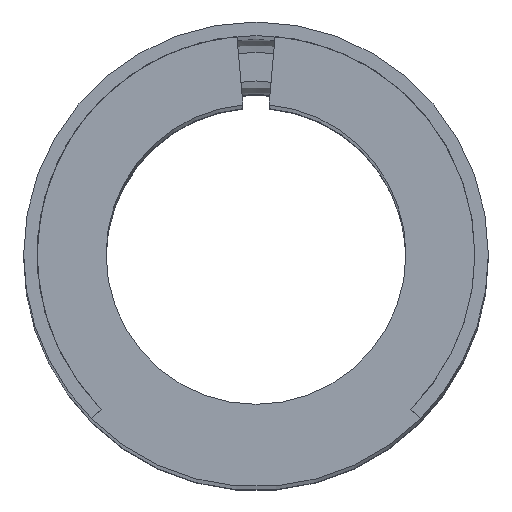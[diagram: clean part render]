
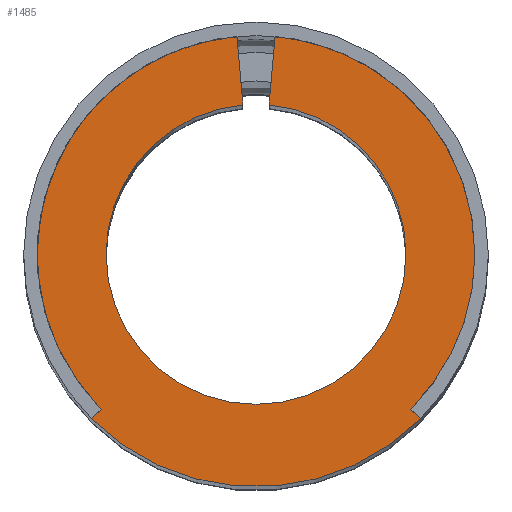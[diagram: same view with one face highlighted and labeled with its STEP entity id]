
A CAD part, top view. The second image highlights one B-rep face of the part: STEP entity #1485.
In plain terms, the highlighted planar face has unit normal (0, 0, 1).
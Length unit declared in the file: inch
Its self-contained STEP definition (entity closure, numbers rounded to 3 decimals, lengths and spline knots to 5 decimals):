
#158 = CARTESIAN_POINT ( 'NONE',  ( -0.20322, -0.20322, 3.05315 ) ) ;
#364 = CIRCLE ( 'NONE', #3578, 0.2874 ) ;
#443 = EDGE_CURVE ( 'NONE', #8143, #9469, #7370, .T. ) ;
#448 = DIRECTION ( 'NONE',  ( 1., 0., 0. ) ) ;
#547 = ORIENTED_EDGE ( 'NONE', *, *, #4381, .T. ) ;
#754 = CARTESIAN_POINT ( 'NONE',  ( 0., 0., 3.05315 ) ) ;
#827 = DIRECTION ( 'NONE',  ( 0., 0., 1. ) ) ;
#852 = CARTESIAN_POINT ( 'NONE',  ( -0.02505, 0.28631, 3.05315 ) ) ;
#869 = CARTESIAN_POINT ( 'NONE',  ( 0.18197, -0.18197, 3.05315 ) ) ;
#883 = LINE ( 'NONE', #4403, #10013 ) ;
#888 = ORIENTED_EDGE ( 'NONE', *, *, #6113, .T. ) ;
#959 = EDGE_CURVE ( 'NONE', #2607, #4158, #6000, .T. ) ;
#1001 = AXIS2_PLACEMENT_3D ( 'NONE', #12749, #3144, #11990 ) ;
#1118 = ORIENTED_EDGE ( 'NONE', *, *, #959, .T. ) ;
#1162 = DIRECTION ( 'NONE',  ( 0., 0., -1. ) ) ;
#1163 = AXIS2_PLACEMENT_3D ( 'NONE', #10260, #2134, #6463 ) ;
#1311 = AXIS2_PLACEMENT_3D ( 'NONE', #9023, #1162, #6581 ) ;
#1430 = ORIENTED_EDGE ( 'NONE', *, *, #2731, .T. ) ;
#1485 = ADVANCED_FACE ( 'NONE', ( #13148 ), #4295, .T. ) ;
#1951 = DIRECTION ( 'NONE',  ( 1., 0., 0. ) ) ;
#2119 = CARTESIAN_POINT ( 'NONE',  ( 0., 0., 3.05315 ) ) ;
#2134 = DIRECTION ( 'NONE',  ( 0., 0., 1. ) ) ;
#2577 = CARTESIAN_POINT ( 'NONE',  ( 0.21575, -0.21575, 3.05315 ) ) ;
#2607 = VERTEX_POINT ( 'NONE', #9855 ) ;
#2731 = EDGE_CURVE ( 'NONE', #6438, #5916, #13517, .T. ) ;
#3109 = VECTOR ( 'NONE', #7505, 39.37008 ) ;
#3144 = DIRECTION ( 'NONE',  ( 0., 0., 1. ) ) ;
#3463 = AXIS2_PLACEMENT_3D ( 'NONE', #3476, #8083, #448 ) ;
#3476 = CARTESIAN_POINT ( 'NONE',  ( 0., 0., 3.05315 ) ) ;
#3502 = DIRECTION ( 'NONE',  ( 0., 0., -1. ) ) ;
#3578 = AXIS2_PLACEMENT_3D ( 'NONE', #11812, #8658, #1951 ) ;
#3719 = CARTESIAN_POINT ( 'NONE',  ( -0.18197, -0.18197, 3.05315 ) ) ;
#3779 = EDGE_CURVE ( 'NONE', #5916, #6635, #8370, .T. ) ;
#4158 = VERTEX_POINT ( 'NONE', #7519 ) ;
#4205 = AXIS2_PLACEMENT_3D ( 'NONE', #754, #827, #14001 ) ;
#4295 = PLANE ( 'NONE',  #1163 ) ;
#4321 = EDGE_CURVE ( 'NONE', #6717, #6438, #7226, .T. ) ;
#4381 = EDGE_CURVE ( 'NONE', #7843, #5274, #4674, .T. ) ;
#4403 = CARTESIAN_POINT ( 'NONE',  ( 0.02505, 0.28631, 3.05315 ) ) ;
#4674 = CIRCLE ( 'NONE', #7456, 0.19685 ) ;
#4717 = LINE ( 'NONE', #11428, #9077 ) ;
#5274 = VERTEX_POINT ( 'NONE', #14035 ) ;
#5492 = DIRECTION ( 'NONE',  ( -0.087, -0.996, 0. ) ) ;
#5916 = VERTEX_POINT ( 'NONE', #9745 ) ;
#6000 = CIRCLE ( 'NONE', #3463, 0.2874 ) ;
#6113 = EDGE_CURVE ( 'NONE', #9469, #7843, #7989, .T. ) ;
#6438 = VERTEX_POINT ( 'NONE', #158 ) ;
#6463 = DIRECTION ( 'NONE',  ( 1., 0., 0. ) ) ;
#6581 = DIRECTION ( 'NONE',  ( 1., 0., 0. ) ) ;
#6635 = VERTEX_POINT ( 'NONE', #2577 ) ;
#6717 = VERTEX_POINT ( 'NONE', #852 ) ;
#7062 = ORIENTED_EDGE ( 'NONE', *, *, #4321, .T. ) ;
#7226 = CIRCLE ( 'NONE', #1001, 0.2874 ) ;
#7370 = CIRCLE ( 'NONE', #8984, 0.19685 ) ;
#7456 = AXIS2_PLACEMENT_3D ( 'NONE', #9851, #3502, #14229 ) ;
#7505 = DIRECTION ( 'NONE',  ( 0.707, -0.707, 0. ) ) ;
#7519 = CARTESIAN_POINT ( 'NONE',  ( 0.2874, 0., 3.05315 ) ) ;
#7609 = CARTESIAN_POINT ( 'NONE',  ( -0.19685, 0., 3.05315 ) ) ;
#7690 = CARTESIAN_POINT ( 'NONE',  ( 0.02505, 0.28631, 3.05315 ) ) ;
#7843 = VERTEX_POINT ( 'NONE', #7609 ) ;
#7989 = CIRCLE ( 'NONE', #1311, 0.19685 ) ;
#8083 = DIRECTION ( 'NONE',  ( 0., 0., 1. ) ) ;
#8143 = VERTEX_POINT ( 'NONE', #10826 ) ;
#8370 = CIRCLE ( 'NONE', #4205, 0.30512 ) ;
#8385 = CARTESIAN_POINT ( 'NONE',  ( 0.19685, 0., 3.05315 ) ) ;
#8658 = DIRECTION ( 'NONE',  ( 0., 0., 1. ) ) ;
#8891 = ORIENTED_EDGE ( 'NONE', *, *, #12166, .T. ) ;
#8919 = ORIENTED_EDGE ( 'NONE', *, *, #12998, .F. ) ;
#8984 = AXIS2_PLACEMENT_3D ( 'NONE', #2119, #13353, #11049 ) ;
#9023 = CARTESIAN_POINT ( 'NONE',  ( 0., 0., 3.05315 ) ) ;
#9077 = VECTOR ( 'NONE', #12214, 39.37008 ) ;
#9469 = VERTEX_POINT ( 'NONE', #8385 ) ;
#9745 = CARTESIAN_POINT ( 'NONE',  ( -0.21575, -0.21575, 3.05315 ) ) ;
#9851 = CARTESIAN_POINT ( 'NONE',  ( 0., 0., 3.05315 ) ) ;
#9855 = CARTESIAN_POINT ( 'NONE',  ( 0.20322, -0.20322, 3.05315 ) ) ;
#10013 = VECTOR ( 'NONE', #5492, 39.37008 ) ;
#10260 = CARTESIAN_POINT ( 'NONE',  ( -0.01716, 0.1961, 3.05315 ) ) ;
#10802 = LINE ( 'NONE', #869, #3109 ) ;
#10826 = CARTESIAN_POINT ( 'NONE',  ( 0.01716, 0.1961, 3.05315 ) ) ;
#11049 = DIRECTION ( 'NONE',  ( 1., 0., 0. ) ) ;
#11056 = VERTEX_POINT ( 'NONE', #7690 ) ;
#11091 = ORIENTED_EDGE ( 'NONE', *, *, #3779, .T. ) ;
#11428 = CARTESIAN_POINT ( 'NONE',  ( -0.02054, 0.23474, 3.05315 ) ) ;
#11429 = DIRECTION ( 'NONE',  ( -0.707, -0.707, 0. ) ) ;
#11812 = CARTESIAN_POINT ( 'NONE',  ( 0., 0., 3.05315 ) ) ;
#11990 = DIRECTION ( 'NONE',  ( 1., 0., 0. ) ) ;
#12026 = ORIENTED_EDGE ( 'NONE', *, *, #12966, .T. ) ;
#12166 = EDGE_CURVE ( 'NONE', #5274, #6717, #4717, .T. ) ;
#12214 = DIRECTION ( 'NONE',  ( -0.087, 0.996, 0. ) ) ;
#12235 = VECTOR ( 'NONE', #11429, 39.37008 ) ;
#12279 = ORIENTED_EDGE ( 'NONE', *, *, #443, .T. ) ;
#12562 = EDGE_LOOP ( 'NONE', ( #13506, #12279, #888, #547, #8891, #7062, #1430, #11091, #8919, #1118, #12026 ) ) ;
#12679 = EDGE_CURVE ( 'NONE', #11056, #8143, #883, .T. ) ;
#12749 = CARTESIAN_POINT ( 'NONE',  ( 0., 0., 3.05315 ) ) ;
#12966 = EDGE_CURVE ( 'NONE', #4158, #11056, #364, .T. ) ;
#12998 = EDGE_CURVE ( 'NONE', #2607, #6635, #10802, .T. ) ;
#13148 = FACE_OUTER_BOUND ( 'NONE', #12562, .T. ) ;
#13353 = DIRECTION ( 'NONE',  ( 0., 0., -1. ) ) ;
#13506 = ORIENTED_EDGE ( 'NONE', *, *, #12679, .T. ) ;
#13517 = LINE ( 'NONE', #3719, #12235 ) ;
#14001 = DIRECTION ( 'NONE',  ( 1., 0., 0. ) ) ;
#14035 = CARTESIAN_POINT ( 'NONE',  ( -0.01716, 0.1961, 3.05315 ) ) ;
#14229 = DIRECTION ( 'NONE',  ( 1., 0., 0. ) ) ;
